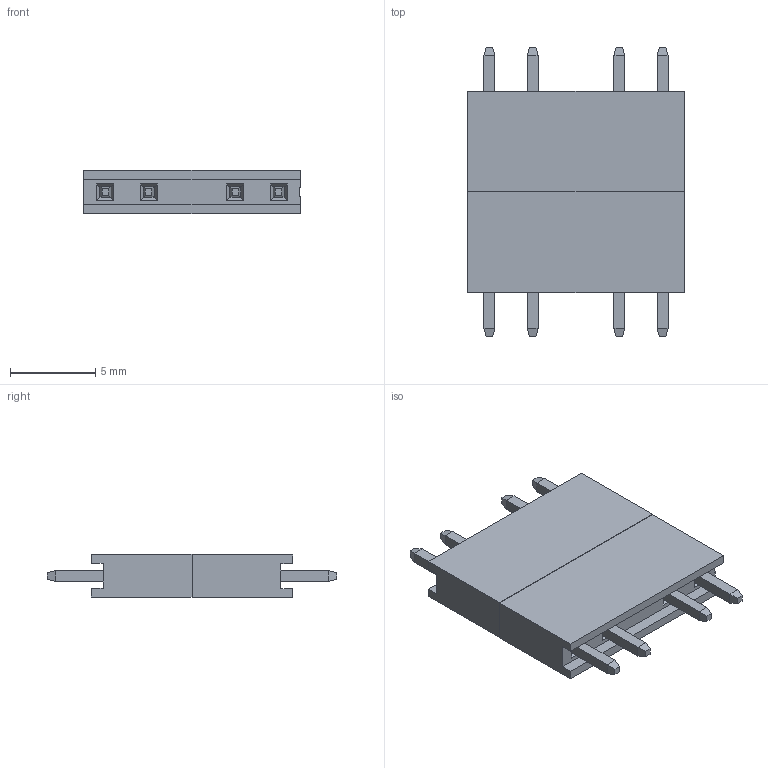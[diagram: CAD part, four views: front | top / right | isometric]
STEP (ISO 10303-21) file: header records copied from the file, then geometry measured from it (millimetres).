
FILE_DESCRIPTION((''),'2;1');
FILE_NAME('XG-XX-X-CDE-_ASM','2023-11-20T',('gain.gao'),(''),'PRO/ENGINEER BY PARAMETRIC TECHNOLOGY CORPORATION, 2015440','PRO/ENGINEER BY PARAMETRIC TECHNOLOGY CORPORATION, 2015440','');
FILE_SCHEMA(('AUTOMOTIVE_DESIGN { 1 0 10303 214 1 1 1 1 }'));
Length unit declared in the file: millimetre
Products named in the file (5): 001-0005-XXXX; 251-0000-XXXX; PRT0050; ASM0004_ASM_1_ASM; XG-XX-X-CDE-_ASM
Assembly tree (7 placements, depth 3):
  XG-XX-X-CDE-_ASM
    ASM0004_ASM_1_ASM
      001-0005-XXXX
      251-0000-XXXX  x4
      PRT0050
Bounding box: 12.7 x 17 x 2.53 mm (x, y, z)
Volume: 347.7 mm3; surface area: 812.4 mm2
Topology: 6 solids, 6 shells, 228 faces, 520 edges, 304 vertices
Faces by surface type: plane 228
Entity records: 8236 total; most frequent: CARTESIAN_POINT 911, ORIENTED_EDGE 872, DIRECTION 844, PRESENTATION_STYLE_ASSIGNMENT 625, STYLED_ITEM 625, VECTOR 436, LINE 436, CURVE_STYLE 436
